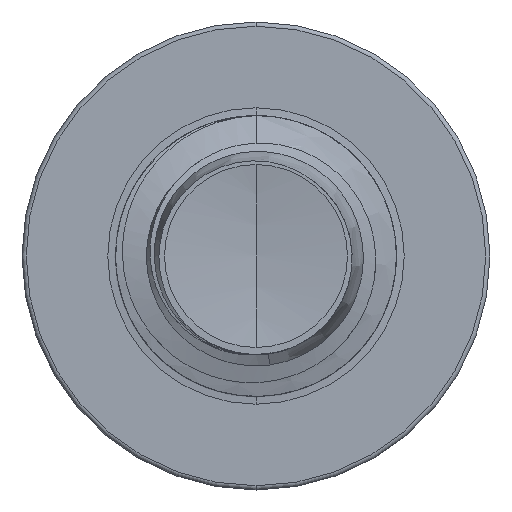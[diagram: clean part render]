
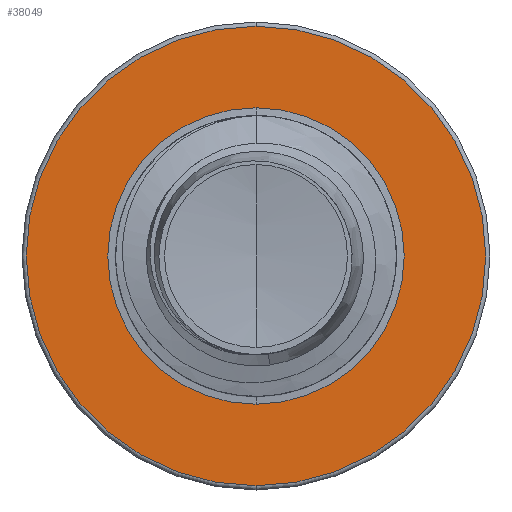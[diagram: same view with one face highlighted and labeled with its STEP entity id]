
A CAD part, front view. The second image highlights one B-rep face of the part: STEP entity #38049.
In plain terms, the highlighted planar face has unit normal (0, -1, 0).
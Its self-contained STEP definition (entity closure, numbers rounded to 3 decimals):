
#704 = CIRCLE ( 'NONE', #2629, 2.375 ) ;
#1823 = AXIS2_PLACEMENT_3D ( 'NONE', #2065, #22853, #5085 ) ;
#2065 = CARTESIAN_POINT ( 'NONE',  ( 0., 20., 0. ) ) ;
#2629 = AXIS2_PLACEMENT_3D ( 'NONE', #17770, #38593, #20756 ) ;
#3465 = FACE_OUTER_BOUND ( 'NONE', #32940, .T. ) ;
#4538 = AXIS2_PLACEMENT_3D ( 'NONE', #31333, #13475, #34333 ) ;
#5085 = DIRECTION ( 'NONE',  ( 0., 0., 1. ) ) ;
#7653 = ORIENTED_EDGE ( 'NONE', *, *, #36669, .T. ) ;
#8093 = CARTESIAN_POINT ( 'NONE',  ( 0., 20., -2.375 ) ) ;
#10453 = FACE_BOUND ( 'NONE', #14669, .T. ) ;
#11896 = EDGE_CURVE ( 'NONE', #26157, #16776, #28416, .T. ) ;
#13475 = DIRECTION ( 'NONE',  ( 0., 1., 0. ) ) ;
#13600 = CARTESIAN_POINT ( 'NONE',  ( 0., 20., 3.683 ) ) ;
#13610 = AXIS2_PLACEMENT_3D ( 'NONE', #15190, #36039, #18171 ) ;
#14056 = DIRECTION ( 'NONE',  ( 0., 1., 0. ) ) ;
#14669 = EDGE_LOOP ( 'NONE', ( #27524, #7653 ) ) ;
#15190 = CARTESIAN_POINT ( 'NONE',  ( 0., 20., 0. ) ) ;
#16776 = VERTEX_POINT ( 'NONE', #13600 ) ;
#16791 = PLANE ( 'NONE',  #24807 ) ;
#17506 = CARTESIAN_POINT ( 'NONE',  ( 0., 20., 2.375 ) ) ;
#17770 = CARTESIAN_POINT ( 'NONE',  ( 0., 20., 0. ) ) ;
#17877 = VERTEX_POINT ( 'NONE', #33755 ) ;
#18171 = DIRECTION ( 'NONE',  ( 0., 0., 1. ) ) ;
#20756 = DIRECTION ( 'NONE',  ( 0., 0., 1. ) ) ;
#22853 = DIRECTION ( 'NONE',  ( 0., 1., 0. ) ) ;
#23150 = EDGE_CURVE ( 'NONE', #16776, #26157, #34904, .T. ) ;
#23913 = CIRCLE ( 'NONE', #13610, 2.375 ) ;
#24807 = AXIS2_PLACEMENT_3D ( 'NONE', #8093, #14056, #34908 ) ;
#26157 = VERTEX_POINT ( 'NONE', #32374 ) ;
#26211 = VERTEX_POINT ( 'NONE', #17506 ) ;
#27524 = ORIENTED_EDGE ( 'NONE', *, *, #31365, .T. ) ;
#28416 = CIRCLE ( 'NONE', #4538, 3.683 ) ;
#31333 = CARTESIAN_POINT ( 'NONE',  ( 0., 20., 0. ) ) ;
#31365 = EDGE_CURVE ( 'NONE', #26211, #17877, #704, .T. ) ;
#31854 = ORIENTED_EDGE ( 'NONE', *, *, #11896, .F. ) ;
#32374 = CARTESIAN_POINT ( 'NONE',  ( 0., 20., -3.682 ) ) ;
#32940 = EDGE_LOOP ( 'NONE', ( #33675, #31854 ) ) ;
#33675 = ORIENTED_EDGE ( 'NONE', *, *, #23150, .F. ) ;
#33755 = CARTESIAN_POINT ( 'NONE',  ( 0., 20., -2.375 ) ) ;
#34333 = DIRECTION ( 'NONE',  ( 0., 0., 1. ) ) ;
#34904 = CIRCLE ( 'NONE', #1823, 3.683 ) ;
#34908 = DIRECTION ( 'NONE',  ( 0., 0., 1. ) ) ;
#36039 = DIRECTION ( 'NONE',  ( 0., 1., 0. ) ) ;
#36669 = EDGE_CURVE ( 'NONE', #17877, #26211, #23913, .T. ) ;
#38049 = ADVANCED_FACE ( 'NONE', ( #3465, #10453 ), #16791, .F. ) ;
#38593 = DIRECTION ( 'NONE',  ( 0., 1., 0. ) ) ;
